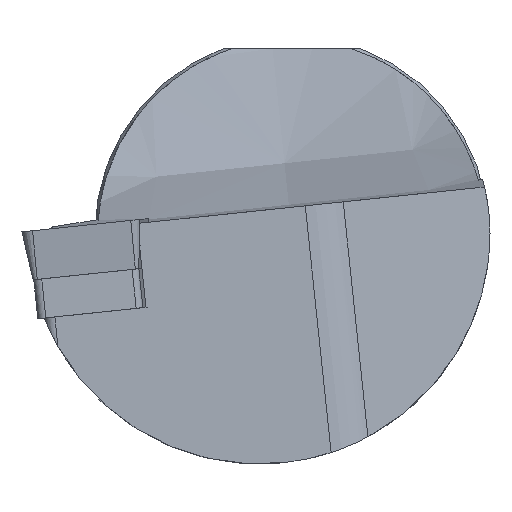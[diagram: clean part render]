
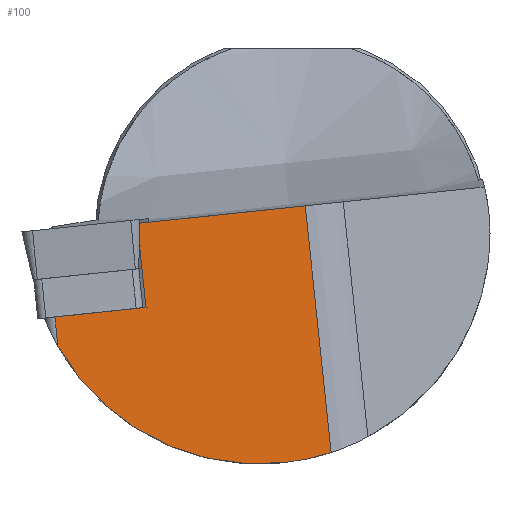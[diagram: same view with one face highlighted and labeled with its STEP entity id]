
A CAD part, left-side view. The second image highlights one B-rep face of the part: STEP entity #100.
In plain terms, the highlighted planar face has unit normal (-0.996, -0.086, 0.009).
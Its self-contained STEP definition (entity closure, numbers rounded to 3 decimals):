
#75=ELLIPSE('',#844,18.821,18.75);
#100=ADVANCED_FACE('',(#170),#145,.F.);
#145=PLANE('',#845);
#170=FACE_OUTER_BOUND('',#214,.T.);
#214=EDGE_LOOP('',(#401,#402,#403,#404,#405,#406,#407,#408));
#258=LINE('',#1141,#321);
#268=LINE('',#1179,#331);
#269=LINE('',#1181,#332);
#270=LINE('',#1185,#333);
#271=LINE('',#1187,#334);
#272=LINE('',#1189,#335);
#273=LINE('',#1191,#336);
#321=VECTOR('',#920,1.);
#331=VECTOR('',#940,1.);
#332=VECTOR('',#941,1.);
#333=VECTOR('',#944,1.);
#334=VECTOR('',#945,1.);
#335=VECTOR('',#946,1.);
#336=VECTOR('',#947,1.);
#401=ORIENTED_EDGE('',*,*,#708,.T.);
#402=ORIENTED_EDGE('',*,*,#709,.T.);
#403=ORIENTED_EDGE('',*,*,#710,.T.);
#404=ORIENTED_EDGE('',*,*,#711,.F.);
#405=ORIENTED_EDGE('',*,*,#712,.F.);
#406=ORIENTED_EDGE('',*,*,#713,.T.);
#407=ORIENTED_EDGE('',*,*,#714,.T.);
#408=ORIENTED_EDGE('',*,*,#693,.T.);
#616=VERTEX_POINT('',#1139);
#618=VERTEX_POINT('',#1142);
#631=VERTEX_POINT('',#1180);
#632=VERTEX_POINT('',#1182);
#633=VERTEX_POINT('',#1184);
#634=VERTEX_POINT('',#1186);
#635=VERTEX_POINT('',#1188);
#636=VERTEX_POINT('',#1190);
#693=EDGE_CURVE('',#618,#616,#258,.T.);
#708=EDGE_CURVE('',#616,#631,#268,.T.);
#709=EDGE_CURVE('',#631,#632,#269,.T.);
#710=EDGE_CURVE('',#632,#633,#75,.T.);
#711=EDGE_CURVE('',#634,#633,#270,.T.);
#712=EDGE_CURVE('',#635,#634,#271,.T.);
#713=EDGE_CURVE('',#635,#636,#272,.T.);
#714=EDGE_CURVE('',#636,#618,#273,.T.);
#844=AXIS2_PLACEMENT_3D('',#1183,#942,#943);
#845=AXIS2_PLACEMENT_3D('',#1192,#948,#949);
#920=DIRECTION('',(-0.087,0.991,-0.104));
#940=DIRECTION('',(-0.087,0.991,-0.104));
#941=DIRECTION('',(0.,-0.105,-0.995));
#942=DIRECTION('',(-0.996,-0.086,0.009));
#943=DIRECTION('',(0.087,-0.991,0.104));
#944=DIRECTION('',(0.,-0.105,-0.995));
#945=DIRECTION('',(0.087,-0.991,0.104));
#946=DIRECTION('',(-0.011,0.019,-1.));
#947=DIRECTION('',(0.,-0.105,-0.995));
#948=DIRECTION('',(0.996,0.086,-0.009));
#949=DIRECTION('',(0.086,-0.996,0.));
#1139=CARTESIAN_POINT('',(1.774,12.101,-6.049));
#1141=CARTESIAN_POINT('',(1.149,19.247,-6.8));
#1142=CARTESIAN_POINT('',(1.796,11.841,-6.022));
#1179=CARTESIAN_POINT('',(1.149,19.247,-6.8));
#1180=CARTESIAN_POINT('',(1.149,19.247,-6.8));
#1181=CARTESIAN_POINT('',(1.149,17.015,-28.033));
#1182=CARTESIAN_POINT('',(1.149,18.996,-9.185));
#1183=CARTESIAN_POINT('',(2.647,2.65,0.));
#1184=CARTESIAN_POINT('',(2.99,-3.196,-17.815));
#1185=CARTESIAN_POINT('',(2.99,-4.037,-25.82));
#1186=CARTESIAN_POINT('',(2.99,-1.09,2.225));
#1187=CARTESIAN_POINT('',(1.149,19.963,0.012));
#1188=CARTESIAN_POINT('',(1.816,12.337,0.814));
#1189=CARTESIAN_POINT('',(1.775,12.408,-2.948));
#1190=CARTESIAN_POINT('',(1.796,12.371,-0.979));
#1191=CARTESIAN_POINT('',(1.796,13.409,8.896));
#1192=CARTESIAN_POINT('',(1.149,17.015,-28.033));
